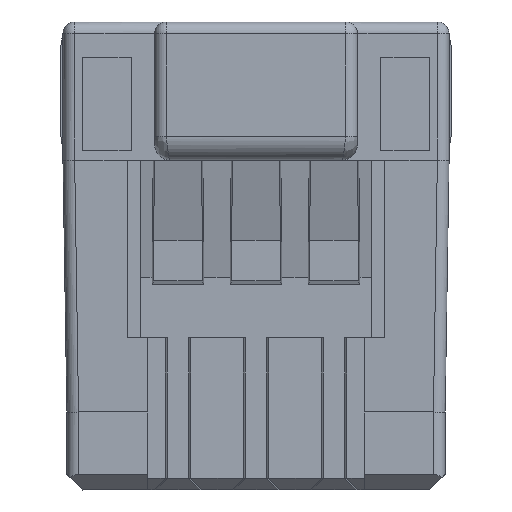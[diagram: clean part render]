
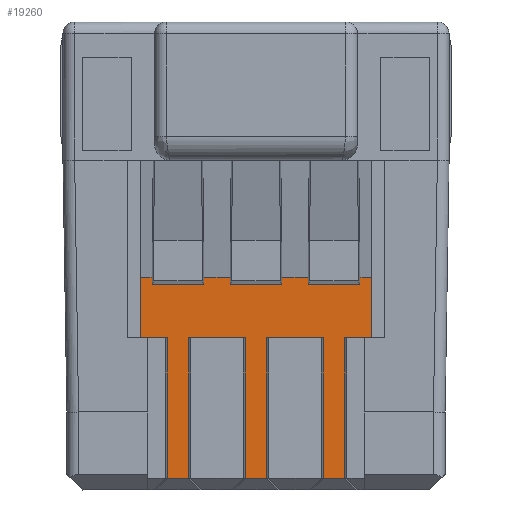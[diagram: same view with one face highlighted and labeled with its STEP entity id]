
A CAD part, left-side view. The second image highlights one B-rep face of the part: STEP entity #19260.
In plain terms, the highlighted planar face has unit normal (-1, 0, 0).
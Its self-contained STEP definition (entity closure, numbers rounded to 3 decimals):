
#5130=CARTESIAN_POINT('',(-35.323,-11.354,
125.215));
#5140=VERTEX_POINT('',#5130);
#7660=CARTESIAN_POINT('',(-35.323,-15.372,
127.79));
#7670=DIRECTION('',(0.,1.,0.));
#7680=VECTOR('',#7670,1.);
#7690=LINE('',#7660,#7680);
#7700=CARTESIAN_POINT('',(-35.323,-10.883,
127.79));
#7710=VERTEX_POINT('',#7700);
#7720=CARTESIAN_POINT('',(-35.323,-10.548,
127.79));
#7730=VERTEX_POINT('',#7720);
#7740=EDGE_CURVE('',#7710,#7730,#7690,.T.);
#9420=CARTESIAN_POINT('',(-35.323,-8.735,
127.709));
#9430=DIRECTION('',(0.,0.,-1.));
#9440=VECTOR('',#9430,1.);
#9450=LINE('',#9420,#9440);
#9460=CARTESIAN_POINT('',(-35.323,-8.735,
127.79));
#9470=VERTEX_POINT('',#9460);
#9480=CARTESIAN_POINT('',(-35.323,-8.735,
127.015));
#9490=VERTEX_POINT('',#9480);
#9500=EDGE_CURVE('',#9470,#9490,#9450,.T.);
#16220=CARTESIAN_POINT('',(-35.323,-11.548,
127.709));
#16230=DIRECTION('',(0.,0.,1.));
#16240=VECTOR('',#16230,1.);
#16250=LINE('',#16220,#16240);
#16260=CARTESIAN_POINT('',(-35.323,-11.548,
127.701));
#16270=VERTEX_POINT('',#16260);
#16280=CARTESIAN_POINT('',(-35.323,-11.548,
127.79));
#16290=VERTEX_POINT('',#16280);
#16300=EDGE_CURVE('',#16270,#16290,#16250,.T.);
#17440=CARTESIAN_POINT('',(-35.323,-4.765,
127.015));
#17450=DIRECTION('',(1.,0.,0.));
#17460=DIRECTION('',(0.,0.,-1.));
#17470=AXIS2_PLACEMENT_3D('',#17440,#17450,#17460);
#17480=PLANE('',#17470);
#17490=CARTESIAN_POINT('',(-35.323,-10.548,
127.709));
#17500=DIRECTION('',(0.,0.,1.));
#17510=VECTOR('',#17500,1.);
#17520=LINE('',#17490,#17510);
#17530=CARTESIAN_POINT('',(-35.323,-10.548,
127.701));
#17540=VERTEX_POINT('',#17530);
#17550=EDGE_CURVE('',#17540,#7730,#17520,.T.);
#17560=ORIENTED_EDGE('',*,*,#17550,.F.);
#17570=ORIENTED_EDGE('',*,*,#7740,.T.);
#17580=CARTESIAN_POINT('',(-35.323,-10.883,
127.709));
#17590=DIRECTION('',(0.,0.,-1.));
#17600=VECTOR('',#17590,1.);
#17610=LINE('',#17580,#17600);
#17620=CARTESIAN_POINT('',(-35.323,-10.883,
127.701));
#17630=VERTEX_POINT('',#17620);
#17640=EDGE_CURVE('',#7710,#17630,#17610,.T.);
#17650=ORIENTED_EDGE('',*,*,#17640,.F.);
#17660=CARTESIAN_POINT('',(-35.323,-17.372,
127.701));
#17670=DIRECTION('',(0.,1.,0.));
#17680=VECTOR('',#17670,1.);
#17690=LINE('',#17660,#17680);
#17700=EDGE_CURVE('',#16270,#17630,#17690,.T.);
#17710=ORIENTED_EDGE('',*,*,#17700,.T.);
#17720=ORIENTED_EDGE('',*,*,#16300,.F.);
#17730=CARTESIAN_POINT('',(-35.323,-11.695,
127.79));
#17740=VERTEX_POINT('',#17730);
#17750=EDGE_CURVE('',#17740,#16290,#7690,.T.);
#17760=ORIENTED_EDGE('',*,*,#17750,.T.);
#17770=CARTESIAN_POINT('',(-35.323,-11.695,
127.709));
#17780=DIRECTION('',(0.,0.,-1.));
#17790=VECTOR('',#17780,1.);
#17800=LINE('',#17770,#17790);
#17810=CARTESIAN_POINT('',(-35.323,-11.695,
127.015));
#17820=VERTEX_POINT('',#17810);
#17830=EDGE_CURVE('',#17740,#17820,#17800,.T.);
#17840=ORIENTED_EDGE('',*,*,#17830,.F.);
#17850=CARTESIAN_POINT('',(-35.323,-17.372,
127.015));
#17860=DIRECTION('',(0.,-1.,0.));
#17870=VECTOR('',#17860,1.);
#17880=LINE('',#17850,#17870);
#17890=CARTESIAN_POINT('',(-35.323,-11.354,
127.015));
#17900=VERTEX_POINT('',#17890);
#17910=EDGE_CURVE('',#17900,#17820,#17880,.T.);
#17920=ORIENTED_EDGE('',*,*,#17910,.T.);
#17930=CARTESIAN_POINT('',(-35.323,-11.354,
127.709));
#17940=DIRECTION('',(0.,0.,-1.));
#17950=VECTOR('',#17940,1.);
#17960=LINE('',#17930,#17950);
#17970=EDGE_CURVE('',#17900,#5140,#17960,.T.);
#17980=ORIENTED_EDGE('',*,*,#17970,.F.);
#17990=CARTESIAN_POINT('',(-35.323,-15.372,
125.215));
#18000=DIRECTION('',(0.,1.,0.));
#18010=VECTOR('',#18000,1.);
#18020=LINE('',#17990,#18010);
#18030=CARTESIAN_POINT('',(-35.323,-11.077,
125.215));
#18040=VERTEX_POINT('',#18030);
#18050=EDGE_CURVE('',#5140,#18040,#18020,.T.);
#18060=ORIENTED_EDGE('',*,*,#18050,.F.);
#18070=CARTESIAN_POINT('',(-35.323,-11.077,
127.709));
#18080=DIRECTION('',(0.,0.,-1.));
#18090=VECTOR('',#18080,1.);
#18100=LINE('',#18070,#18090);
#18110=CARTESIAN_POINT('',(-35.323,-11.077,
127.015));
#18120=VERTEX_POINT('',#18110);
#18130=EDGE_CURVE('',#18120,#18040,#18100,.T.);
#18140=ORIENTED_EDGE('',*,*,#18130,.T.);
#18150=CARTESIAN_POINT('',(-35.323,-17.372,
127.015));
#18160=DIRECTION('',(0.,-1.,0.));
#18170=VECTOR('',#18160,1.);
#18180=LINE('',#18150,#18170);
#18190=CARTESIAN_POINT('',(-35.323,-10.354,
127.015));
#18200=VERTEX_POINT('',#18190);
#18210=EDGE_CURVE('',#18200,#18120,#18180,.T.);
#18220=ORIENTED_EDGE('',*,*,#18210,.T.);
#18230=CARTESIAN_POINT('',(-35.323,-10.354,
127.709));
#18240=DIRECTION('',(0.,0.,-1.));
#18250=VECTOR('',#18240,1.);
#18260=LINE('',#18230,#18250);
#18270=CARTESIAN_POINT('',(-35.323,-10.354,
125.215));
#18280=VERTEX_POINT('',#18270);
#18290=EDGE_CURVE('',#18200,#18280,#18260,.T.);
#18300=ORIENTED_EDGE('',*,*,#18290,.F.);
#18310=CARTESIAN_POINT('',(-35.323,-10.077,
125.215));
#18320=VERTEX_POINT('',#18310);
#18330=EDGE_CURVE('',#18280,#18320,#18020,.T.);
#18340=ORIENTED_EDGE('',*,*,#18330,.F.);
#18350=CARTESIAN_POINT('',(-35.323,-10.077,
127.709));
#18360=DIRECTION('',(0.,0.,-1.));
#18370=VECTOR('',#18360,1.);
#18380=LINE('',#18350,#18370);
#18390=CARTESIAN_POINT('',(-35.323,-10.077,
127.015));
#18400=VERTEX_POINT('',#18390);
#18410=EDGE_CURVE('',#18400,#18320,#18380,.T.);
#18420=ORIENTED_EDGE('',*,*,#18410,.T.);
#18430=CARTESIAN_POINT('',(-35.323,-17.372,
127.015));
#18440=DIRECTION('',(0.,-1.,0.));
#18450=VECTOR('',#18440,1.);
#18460=LINE('',#18430,#18450);
#18470=CARTESIAN_POINT('',(-35.323,-9.354,
127.015));
#18480=VERTEX_POINT('',#18470);
#18490=EDGE_CURVE('',#18480,#18400,#18460,.T.);
#18500=ORIENTED_EDGE('',*,*,#18490,.T.);
#18510=CARTESIAN_POINT('',(-35.323,-9.354,
127.709));
#18520=DIRECTION('',(0.,0.,-1.));
#18530=VECTOR('',#18520,1.);
#18540=LINE('',#18510,#18530);
#18550=CARTESIAN_POINT('',(-35.323,-9.354,
125.215));
#18560=VERTEX_POINT('',#18550);
#18570=EDGE_CURVE('',#18480,#18560,#18540,.T.);
#18580=ORIENTED_EDGE('',*,*,#18570,.F.);
#18590=CARTESIAN_POINT('',(-35.323,-9.077,
125.215));
#18600=VERTEX_POINT('',#18590);
#18610=EDGE_CURVE('',#18560,#18600,#18020,.T.);
#18620=ORIENTED_EDGE('',*,*,#18610,.F.);
#18630=CARTESIAN_POINT('',(-35.323,-9.077,
127.709));
#18640=DIRECTION('',(0.,0.,-1.));
#18650=VECTOR('',#18640,1.);
#18660=LINE('',#18630,#18650);
#18670=CARTESIAN_POINT('',(-35.323,-9.077,
127.015));
#18680=VERTEX_POINT('',#18670);
#18690=EDGE_CURVE('',#18680,#18600,#18660,.T.);
#18700=ORIENTED_EDGE('',*,*,#18690,.T.);
#18710=CARTESIAN_POINT('',(-35.323,-17.372,
127.015));
#18720=DIRECTION('',(0.,1.,0.));
#18730=VECTOR('',#18720,1.);
#18740=LINE('',#18710,#18730);
#18750=EDGE_CURVE('',#18680,#9490,#18740,.T.);
#18760=ORIENTED_EDGE('',*,*,#18750,.F.);
#18770=ORIENTED_EDGE('',*,*,#9500,.T.);
#18780=CARTESIAN_POINT('',(-35.323,-8.883,
127.79));
#18790=VERTEX_POINT('',#18780);
#18800=EDGE_CURVE('',#18790,#9470,#7690,.T.);
#18810=ORIENTED_EDGE('',*,*,#18800,.T.);
#18820=CARTESIAN_POINT('',(-35.323,-8.883,
127.709));
#18830=DIRECTION('',(0.,0.,-1.));
#18840=VECTOR('',#18830,1.);
#18850=LINE('',#18820,#18840);
#18860=CARTESIAN_POINT('',(-35.323,-8.883,
127.701));
#18870=VERTEX_POINT('',#18860);
#18880=EDGE_CURVE('',#18790,#18870,#18850,.T.);
#18890=ORIENTED_EDGE('',*,*,#18880,.F.);
#18900=CARTESIAN_POINT('',(-35.323,-17.372,
127.701));
#18910=DIRECTION('',(0.,1.,0.));
#18920=VECTOR('',#18910,1.);
#18930=LINE('',#18900,#18920);
#18940=CARTESIAN_POINT('',(-35.323,-9.548,
127.701));
#18950=VERTEX_POINT('',#18940);
#18960=EDGE_CURVE('',#18950,#18870,#18930,.T.);
#18970=ORIENTED_EDGE('',*,*,#18960,.T.);
#18980=CARTESIAN_POINT('',(-35.323,-9.548,
127.709));
#18990=DIRECTION('',(0.,0.,1.));
#19000=VECTOR('',#18990,1.);
#19010=LINE('',#18980,#19000);
#19020=CARTESIAN_POINT('',(-35.323,-9.548,
127.79));
#19030=VERTEX_POINT('',#19020);
#19040=EDGE_CURVE('',#18950,#19030,#19010,.T.);
#19050=ORIENTED_EDGE('',*,*,#19040,.F.);
#19060=CARTESIAN_POINT('',(-35.323,-9.883,
127.79));
#19070=VERTEX_POINT('',#19060);
#19080=EDGE_CURVE('',#19070,#19030,#7690,.T.);
#19090=ORIENTED_EDGE('',*,*,#19080,.T.);
#19100=CARTESIAN_POINT('',(-35.323,-9.883,
127.709));
#19110=DIRECTION('',(0.,0.,-1.));
#19120=VECTOR('',#19110,1.);
#19130=LINE('',#19100,#19120);
#19140=CARTESIAN_POINT('',(-35.323,-9.883,
127.701));
#19150=VERTEX_POINT('',#19140);
#19160=EDGE_CURVE('',#19070,#19150,#19130,.T.);
#19170=ORIENTED_EDGE('',*,*,#19160,.F.);
#19180=CARTESIAN_POINT('',(-35.323,-17.372,
127.701));
#19190=DIRECTION('',(0.,1.,0.));
#19200=VECTOR('',#19190,1.);
#19210=LINE('',#19180,#19200);
#19220=EDGE_CURVE('',#17540,#19150,#19210,.T.);
#19230=ORIENTED_EDGE('',*,*,#19220,.T.);
#19240=EDGE_LOOP('',(#19230,#19170,#19090,#19050,#18970,#18890,#18810,
#18770,#18760,#18700,#18620,#18580,#18500,#18420,#18340,#18300,#18220,
#18140,#18060,#17980,#17920,#17840,#17760,#17720,#17710,#17650,#17570,
#17560));
#19250=FACE_OUTER_BOUND('',#19240,.T.);
#19260=ADVANCED_FACE('',(#19250),#17480,.F.);
